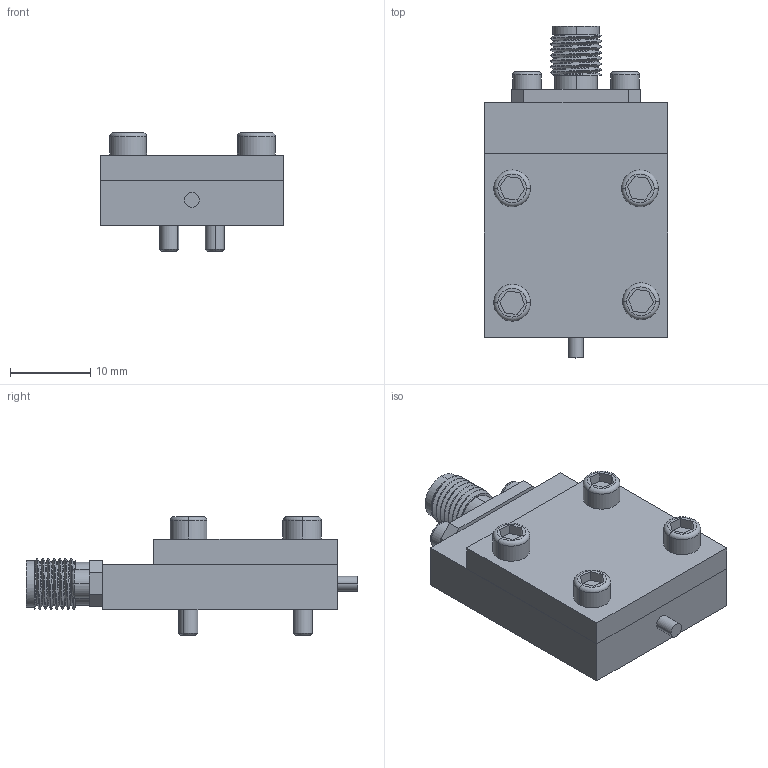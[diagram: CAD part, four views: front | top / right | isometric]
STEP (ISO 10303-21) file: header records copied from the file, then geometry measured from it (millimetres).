
FILE_DESCRIPTION (( 'STEP AP214' ), '1' );
FILE_NAME ('KKa-3X Assembly Outline.STEP', '2019-12-12T22:20:33', ( '' ), ( '' ), 'SwSTEP 2.0', 'SolidWorks 2019', '' );
FILE_SCHEMA (( 'AUTOMOTIVE_DESIGN' ));
Length unit declared in the file: inch
Products named in the file (8): Part8^KKa-3X Assembly FOR WEBSITE; 4-40-BHCS; 2005_WG_180-3X_RF-Block_; KKa-3X Assembly Outline; Female SMA; 2-56 SOCKET HEAD SCREW HEAD_1; Alignment; 2006_WG_180-3X_Back-Plate
Assembly tree (12 placements, depth 2):
  KKa-3X Assembly Outline
    2005_WG_180-3X_RF-Block_
    2006_WG_180-3X_Back-Plate
    Female SMA
    4-40-BHCS  x4
    2-56 SOCKET HEAD SCREW HEAD_1  x2
    Alignment  x2
    Part8^KKa-3X Assembly FOR WEBSITE
Bounding box: 22.86 x 41.27 x 14.78 mm (x, y, z)
Volume: 5578.5 mm3; surface area: 4833.2 mm2
Topology: 12 solids, 12 shells, 225 faces, 530 edges, 344 vertices
Faces by surface type: plane 107, cylinder 95, cone 8, torus 8, bspline 7
Entity records: 6446 total; most frequent: CARTESIAN_POINT 1943, DIRECTION 804, ORIENTED_EDGE 760, EDGE_CURVE 380, AXIS2_PLACEMENT_3D 301, VERTEX_POINT 250, LINE 202, VECTOR 202
